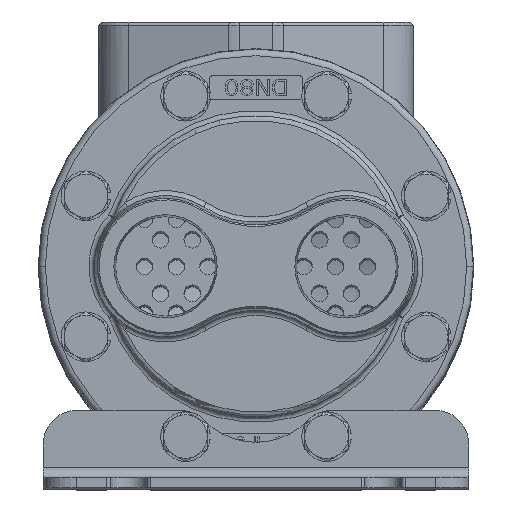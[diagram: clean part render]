
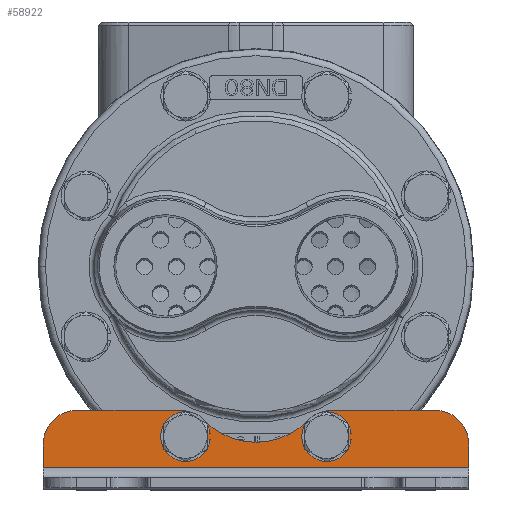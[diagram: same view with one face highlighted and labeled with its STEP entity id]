
A CAD part, top view. The second image highlights one B-rep face of the part: STEP entity #58922.
In plain terms, the highlighted planar face has unit normal (0, 0, 1).
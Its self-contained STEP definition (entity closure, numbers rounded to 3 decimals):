
#58008=DIRECTION('',(0.,-1.,0.));
#58009=VECTOR('',#58008,7.);
#58010=CARTESIAN_POINT('',(0.,13.,3.));
#58011=LINE('',#58010,#58009);
#58236=DIRECTION('',(0.,-1.,0.));
#58237=VECTOR('',#58236,7.);
#58238=CARTESIAN_POINT('',(127.,13.,3.));
#58239=LINE('',#58238,#58237);
#58267=CARTESIAN_POINT('',(42.45,15.19,3.));
#58268=DIRECTION('',(0.,0.,1.));
#58269=DIRECTION('',(1.,0.,0.));
#58270=AXIS2_PLACEMENT_3D('',#58267,#58268,#58269);
#58272=CARTESIAN_POINT('',(42.45,15.19,3.));
#58273=DIRECTION('',(0.,0.,1.));
#58274=DIRECTION('',(-1.,0.,0.));
#58275=AXIS2_PLACEMENT_3D('',#58272,#58273,#58274);
#58277=CARTESIAN_POINT('',(84.55,15.19,3.));
#58278=DIRECTION('',(0.,0.,-1.));
#58279=DIRECTION('',(-1.,0.,0.));
#58280=AXIS2_PLACEMENT_3D('',#58277,#58278,#58279);
#58282=CARTESIAN_POINT('',(84.55,15.19,3.));
#58283=DIRECTION('',(0.,0.,-1.));
#58284=DIRECTION('',(1.,0.,0.));
#58285=AXIS2_PLACEMENT_3D('',#58282,#58283,#58284);
#58287=CARTESIAN_POINT('',(40.956,13.,3.));
#58288=DIRECTION('',(0.,0.,1.));
#58289=DIRECTION('',(0.716,0.698,0.));
#58290=AXIS2_PLACEMENT_3D('',#58287,#58288,#58289);
#58292=CARTESIAN_POINT('',(63.5,35.,3.));
#58293=DIRECTION('',(0.,0.,-1.));
#58294=DIRECTION('',(0.716,-0.698,0.));
#58295=AXIS2_PLACEMENT_3D('',#58292,#58293,#58294);
#58297=CARTESIAN_POINT('',(86.044,13.,3.));
#58298=DIRECTION('',(0.,0.,1.));
#58299=DIRECTION('',(0.,1.,0.));
#58300=AXIS2_PLACEMENT_3D('',#58297,#58298,#58299);
#58302=DIRECTION('',(1.,0.,0.));
#58303=VECTOR('',#58302,30.956);
#58304=CARTESIAN_POINT('',(86.044,23.,3.));
#58305=LINE('',#58304,#58303);
#58306=CARTESIAN_POINT('',(117.,13.,3.));
#58307=DIRECTION('',(0.,0.,1.));
#58308=DIRECTION('',(1.,0.,0.));
#58309=AXIS2_PLACEMENT_3D('',#58306,#58307,#58308);
#58311=DIRECTION('',(1.,0.,0.));
#58312=VECTOR('',#58311,127.);
#58313=CARTESIAN_POINT('',(0.,6.,3.));
#58314=LINE('',#58313,#58312);
#58315=CARTESIAN_POINT('',(10.,13.,3.));
#58316=DIRECTION('',(0.,0.,1.));
#58317=DIRECTION('',(0.,1.,0.));
#58318=AXIS2_PLACEMENT_3D('',#58315,#58316,#58317);
#58320=DIRECTION('',(1.,0.,0.));
#58321=VECTOR('',#58320,30.956);
#58322=CARTESIAN_POINT('',(10.,23.,3.));
#58323=LINE('',#58322,#58321);
#58441=CARTESIAN_POINT('',(0.,6.,3.));
#58442=CARTESIAN_POINT('',(127.,6.,3.));
#58443=VERTEX_POINT('',#58441);
#58444=VERTEX_POINT('',#58442);
#58457=CARTESIAN_POINT('',(46.95,15.19,3.));
#58458=CARTESIAN_POINT('',(37.95,15.19,3.));
#58459=VERTEX_POINT('',#58457);
#58460=VERTEX_POINT('',#58458);
#58461=CARTESIAN_POINT('',(80.05,15.19,3.));
#58463=VERTEX_POINT('',#58461);
#58465=CARTESIAN_POINT('',(89.05,15.19,3.));
#58467=VERTEX_POINT('',#58465);
#58469=CARTESIAN_POINT('',(127.,13.,3.));
#58470=CARTESIAN_POINT('',(117.,23.,3.));
#58471=VERTEX_POINT('',#58469);
#58472=VERTEX_POINT('',#58470);
#58481=CARTESIAN_POINT('',(10.,23.,3.));
#58482=VERTEX_POINT('',#58481);
#58483=CARTESIAN_POINT('',(0.,13.,3.));
#58484=VERTEX_POINT('',#58483);
#58561=CARTESIAN_POINT('',(48.113,19.984,3.));
#58562=VERTEX_POINT('',#58561);
#58563=CARTESIAN_POINT('',(40.956,23.,3.));
#58564=VERTEX_POINT('',#58563);
#58565=CARTESIAN_POINT('',(86.044,23.,3.));
#58566=CARTESIAN_POINT('',(78.887,19.984,3.));
#58567=VERTEX_POINT('',#58565);
#58568=VERTEX_POINT('',#58566);
#58886=CARTESIAN_POINT('',(0.,23.,3.));
#58887=DIRECTION('',(0.,0.,1.));
#58888=DIRECTION('',(0.,-1.,0.));
#58889=AXIS2_PLACEMENT_3D('',#58886,#58887,#58888);
#58890=PLANE('',#58889);
#58892=ORIENTED_EDGE('',*,*,#58891,.F.);
#58894=ORIENTED_EDGE('',*,*,#58893,.F.);
#58896=ORIENTED_EDGE('',*,*,#58895,.F.);
#58898=ORIENTED_EDGE('',*,*,#58897,.T.);
#58900=ORIENTED_EDGE('',*,*,#58899,.F.);
#58901=ORIENTED_EDGE('',*,*,#58861,.T.);
#58902=ORIENTED_EDGE('',*,*,#58880,.F.);
#58903=ORIENTED_EDGE('',*,*,#58588,.F.);
#58905=ORIENTED_EDGE('',*,*,#58904,.F.);
#58907=ORIENTED_EDGE('',*,*,#58906,.T.);
#58908=EDGE_LOOP('',(#58892,#58894,#58896,#58898,#58900,#58901,#58902,#58903,
#58905,#58907));
#58909=FACE_OUTER_BOUND('',#58908,.F.);
#58911=ORIENTED_EDGE('',*,*,#58910,.F.);
#58913=ORIENTED_EDGE('',*,*,#58912,.F.);
#58914=EDGE_LOOP('',(#58911,#58913));
#58915=FACE_BOUND('',#58914,.F.);
#58917=ORIENTED_EDGE('',*,*,#58916,.T.);
#58919=ORIENTED_EDGE('',*,*,#58918,.T.);
#58920=EDGE_LOOP('',(#58917,#58919));
#58921=FACE_BOUND('',#58920,.F.);
#58922=ADVANCED_FACE('',(#58909,#58915,#58921),#58890,.T.);
#58271=CIRCLE('',#58270,4.5);
#58276=CIRCLE('',#58275,4.5);
#58281=CIRCLE('',#58280,4.5);
#58286=CIRCLE('',#58285,4.5);
#58291=CIRCLE('',#58290,10.);
#58296=CIRCLE('',#58295,21.5);
#58301=CIRCLE('',#58300,10.);
#58310=CIRCLE('',#58309,10.);
#58319=CIRCLE('',#58318,10.);
#58588=EDGE_CURVE('',#58484,#58443,#58011,.T.);
#58861=EDGE_CURVE('',#58471,#58444,#58239,.T.);
#58880=EDGE_CURVE('',#58443,#58444,#58314,.T.);
#58891=EDGE_CURVE('',#58562,#58564,#58291,.T.);
#58893=EDGE_CURVE('',#58568,#58562,#58296,.T.);
#58895=EDGE_CURVE('',#58567,#58568,#58301,.T.);
#58897=EDGE_CURVE('',#58567,#58472,#58305,.T.);
#58899=EDGE_CURVE('',#58471,#58472,#58310,.T.);
#58904=EDGE_CURVE('',#58482,#58484,#58319,.T.);
#58906=EDGE_CURVE('',#58482,#58564,#58323,.T.);
#58910=EDGE_CURVE('',#58463,#58467,#58281,.T.);
#58912=EDGE_CURVE('',#58467,#58463,#58286,.T.);
#58916=EDGE_CURVE('',#58459,#58460,#58271,.T.);
#58918=EDGE_CURVE('',#58460,#58459,#58276,.T.);
